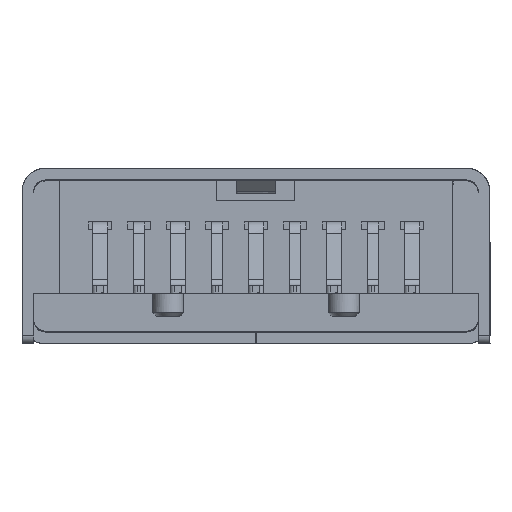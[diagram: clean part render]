
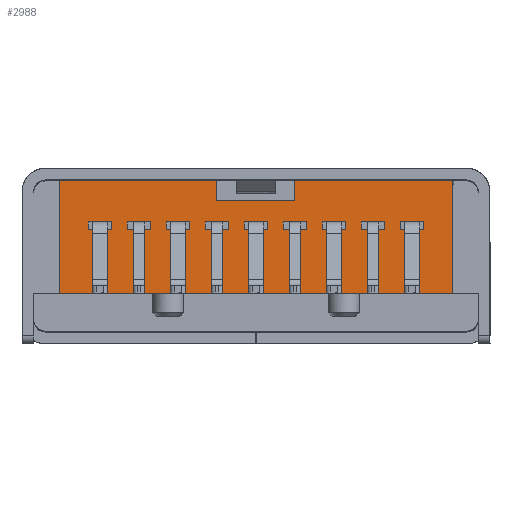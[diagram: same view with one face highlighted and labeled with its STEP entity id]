
A CAD part, front view. The second image highlights one B-rep face of the part: STEP entity #2988.
In plain terms, the highlighted planar face has unit normal (0, 1, 0).
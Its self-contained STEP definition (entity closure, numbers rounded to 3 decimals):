
#11=FACE_BOUND('',#4357,.T.);
#12=FACE_BOUND('',#4358,.T.);
#13=FACE_BOUND('',#4359,.T.);
#14=FACE_BOUND('',#4360,.T.);
#15=FACE_BOUND('',#4361,.T.);
#16=FACE_BOUND('',#4362,.T.);
#17=FACE_BOUND('',#4363,.T.);
#18=FACE_BOUND('',#4364,.T.);
#19=FACE_BOUND('',#4365,.T.);
#2988=ADVANCED_FACE('',(#3672,#11,#12,#13,#14,#15,#16,#17,#18,#19),#9422,
 .T.);
#3672=FACE_OUTER_BOUND('',#4356,.T.);
#4356=EDGE_LOOP('',(#5280));
#4357=EDGE_LOOP('',(#5281));
#4358=EDGE_LOOP('',(#5282));
#4359=EDGE_LOOP('',(#5283));
#4360=EDGE_LOOP('',(#5284));
#4361=EDGE_LOOP('',(#5285));
#4362=EDGE_LOOP('',(#5286));
#4363=EDGE_LOOP('',(#5287));
#4364=EDGE_LOOP('',(#5288));
#4365=EDGE_LOOP('',(#5289));
#5280=ORIENTED_EDGE('',*,*,#6467,.T.);
#5281=ORIENTED_EDGE('',*,*,#6468,.T.);
#5282=ORIENTED_EDGE('',*,*,#6469,.T.);
#5283=ORIENTED_EDGE('',*,*,#6470,.T.);
#5284=ORIENTED_EDGE('',*,*,#6471,.T.);
#5285=ORIENTED_EDGE('',*,*,#6472,.T.);
#5286=ORIENTED_EDGE('',*,*,#6473,.T.);
#5287=ORIENTED_EDGE('',*,*,#6474,.T.);
#5288=ORIENTED_EDGE('',*,*,#6475,.T.);
#5289=ORIENTED_EDGE('',*,*,#6476,.T.);
#6467=EDGE_CURVE('',#8495,#8495,#7513,.T.);
#6468=EDGE_CURVE('',#8496,#8496,#7514,.T.);
#6469=EDGE_CURVE('',#8497,#8497,#7515,.T.);
#6470=EDGE_CURVE('',#8498,#8498,#7516,.T.);
#6471=EDGE_CURVE('',#8499,#8499,#7517,.T.);
#6472=EDGE_CURVE('',#8500,#8500,#7518,.T.);
#6473=EDGE_CURVE('',#8501,#8501,#7519,.T.);
#6474=EDGE_CURVE('',#8502,#8502,#7520,.T.);
#6475=EDGE_CURVE('',#8503,#8503,#7521,.T.);
#6476=EDGE_CURVE('',#8504,#8504,#7522,.T.);
#7513=B_SPLINE_CURVE_WITH_KNOTS('',1,(#16038,#16039,#16040,#16041,#16042,
#16043,#16044,#16045,#16046),.UNSPECIFIED.,.T.,.F.,(2,1,1,1,1,1,1,1,2),
(0.,1.,2.,3.,4.,5.,6.,7.,8.),.UNSPECIFIED.);
#7514=B_SPLINE_CURVE_WITH_KNOTS('',1,(#16047,#16048,#16049,#16050,#16051),
 .UNSPECIFIED.,.T.,.F.,(2,1,1,1,2),(0.,1.,2.,3.,4.),.UNSPECIFIED.);
#7515=B_SPLINE_CURVE_WITH_KNOTS('',1,(#16052,#16053,#16054,#16055,#16056),
 .UNSPECIFIED.,.T.,.F.,(2,1,1,1,2),(0.,1.,2.,3.,4.),.UNSPECIFIED.);
#7516=B_SPLINE_CURVE_WITH_KNOTS('',1,(#16057,#16058,#16059,#16060,#16061),
 .UNSPECIFIED.,.T.,.F.,(2,1,1,1,2),(0.,1.,2.,3.,4.),.UNSPECIFIED.);
#7517=B_SPLINE_CURVE_WITH_KNOTS('',1,(#16062,#16063,#16064,#16065,#16066),
 .UNSPECIFIED.,.T.,.F.,(2,1,1,1,2),(0.,1.,2.,3.,4.),.UNSPECIFIED.);
#7518=B_SPLINE_CURVE_WITH_KNOTS('',1,(#16067,#16068,#16069,#16070,#16071),
 .UNSPECIFIED.,.T.,.F.,(2,1,1,1,2),(0.,1.,2.,3.,4.),.UNSPECIFIED.);
#7519=B_SPLINE_CURVE_WITH_KNOTS('',1,(#16072,#16073,#16074,#16075,#16076),
 .UNSPECIFIED.,.T.,.F.,(2,1,1,1,2),(0.,1.,2.,3.,4.),.UNSPECIFIED.);
#7520=B_SPLINE_CURVE_WITH_KNOTS('',1,(#16077,#16078,#16079,#16080,#16081),
 .UNSPECIFIED.,.T.,.F.,(2,1,1,1,2),(0.,1.,2.,3.,4.),.UNSPECIFIED.);
#7521=B_SPLINE_CURVE_WITH_KNOTS('',1,(#16082,#16083,#16084,#16085,#16086),
 .UNSPECIFIED.,.T.,.F.,(2,1,1,1,2),(0.,1.,2.,3.,4.),.UNSPECIFIED.);
#7522=B_SPLINE_CURVE_WITH_KNOTS('',1,(#16087,#16088,#16089,#16090,#16091),
 .UNSPECIFIED.,.T.,.F.,(2,1,1,1,2),(0.,1.,2.,3.,4.),.UNSPECIFIED.);
#8495=VERTEX_POINT('',#16028);
#8496=VERTEX_POINT('',#16029);
#8497=VERTEX_POINT('',#16030);
#8498=VERTEX_POINT('',#16031);
#8499=VERTEX_POINT('',#16032);
#8500=VERTEX_POINT('',#16033);
#8501=VERTEX_POINT('',#16034);
#8502=VERTEX_POINT('',#16035);
#8503=VERTEX_POINT('',#16036);
#8504=VERTEX_POINT('',#16037);
#9422=PLANE('',#9942);
#9942=AXIS2_PLACEMENT_3D('',#16027,#10445,$);
#10445=DIRECTION('',(0.,1.,0.));
#16027=CARTESIAN_POINT('',(-5.128,-8.54,1.558));
#16028=CARTESIAN_POINT('',(5.174,-8.54,1.5));
#16029=CARTESIAN_POINT('',(3.424,-8.54,0.25));
#16030=CARTESIAN_POINT('',(2.424,-8.54,0.25));
#16031=CARTESIAN_POINT('',(1.424,-8.54,0.25));
#16032=CARTESIAN_POINT('',(0.424,-8.54,0.25));
#16033=CARTESIAN_POINT('',(-0.576,-8.54,0.25));
#16034=CARTESIAN_POINT('',(-1.576,-8.54,0.25));
#16035=CARTESIAN_POINT('',(-2.576,-8.54,0.25));
#16036=CARTESIAN_POINT('',(-3.576,-8.54,0.25));
#16037=CARTESIAN_POINT('',(4.424,-8.54,0.25));
#16038=CARTESIAN_POINT('',(5.174,-8.54,1.5));
#16039=CARTESIAN_POINT('',(5.174,-8.54,-1.375));
#16040=CARTESIAN_POINT('',(-4.926,-8.54,-1.375));
#16041=CARTESIAN_POINT('',(-4.926,-8.54,1.5));
#16042=CARTESIAN_POINT('',(-0.876,-8.54,1.5));
#16043=CARTESIAN_POINT('',(-0.876,-8.54,1.));
#16044=CARTESIAN_POINT('',(1.124,-8.54,1.));
#16045=CARTESIAN_POINT('',(1.124,-8.54,1.5));
#16046=CARTESIAN_POINT('',(5.174,-8.54,1.5));
#16047=CARTESIAN_POINT('',(3.424,-8.54,0.25));
#16048=CARTESIAN_POINT('',(3.424,-8.54,0.45));
#16049=CARTESIAN_POINT('',(2.824,-8.54,0.45));
#16050=CARTESIAN_POINT('',(2.824,-8.54,0.25));
#16051=CARTESIAN_POINT('',(3.424,-8.54,0.25));
#16052=CARTESIAN_POINT('',(2.424,-8.54,0.25));
#16053=CARTESIAN_POINT('',(2.424,-8.54,0.45));
#16054=CARTESIAN_POINT('',(1.824,-8.54,0.45));
#16055=CARTESIAN_POINT('',(1.824,-8.54,0.25));
#16056=CARTESIAN_POINT('',(2.424,-8.54,0.25));
#16057=CARTESIAN_POINT('',(1.424,-8.54,0.25));
#16058=CARTESIAN_POINT('',(1.424,-8.54,0.45));
#16059=CARTESIAN_POINT('',(0.824,-8.54,0.45));
#16060=CARTESIAN_POINT('',(0.824,-8.54,0.25));
#16061=CARTESIAN_POINT('',(1.424,-8.54,0.25));
#16062=CARTESIAN_POINT('',(0.424,-8.54,0.25));
#16063=CARTESIAN_POINT('',(0.424,-8.54,0.45));
#16064=CARTESIAN_POINT('',(-0.176,-8.54,0.45));
#16065=CARTESIAN_POINT('',(-0.176,-8.54,0.25));
#16066=CARTESIAN_POINT('',(0.424,-8.54,0.25));
#16067=CARTESIAN_POINT('',(-0.576,-8.54,0.25));
#16068=CARTESIAN_POINT('',(-0.576,-8.54,0.45));
#16069=CARTESIAN_POINT('',(-1.176,-8.54,0.45));
#16070=CARTESIAN_POINT('',(-1.176,-8.54,0.25));
#16071=CARTESIAN_POINT('',(-0.576,-8.54,0.25));
#16072=CARTESIAN_POINT('',(-1.576,-8.54,0.25));
#16073=CARTESIAN_POINT('',(-1.576,-8.54,0.45));
#16074=CARTESIAN_POINT('',(-2.176,-8.54,0.45));
#16075=CARTESIAN_POINT('',(-2.176,-8.54,0.25));
#16076=CARTESIAN_POINT('',(-1.576,-8.54,0.25));
#16077=CARTESIAN_POINT('',(-2.576,-8.54,0.25));
#16078=CARTESIAN_POINT('',(-2.576,-8.54,0.45));
#16079=CARTESIAN_POINT('',(-3.176,-8.54,0.45));
#16080=CARTESIAN_POINT('',(-3.176,-8.54,0.25));
#16081=CARTESIAN_POINT('',(-2.576,-8.54,0.25));
#16082=CARTESIAN_POINT('',(-3.576,-8.54,0.25));
#16083=CARTESIAN_POINT('',(-3.576,-8.54,0.45));
#16084=CARTESIAN_POINT('',(-4.176,-8.54,0.45));
#16085=CARTESIAN_POINT('',(-4.176,-8.54,0.25));
#16086=CARTESIAN_POINT('',(-3.576,-8.54,0.25));
#16087=CARTESIAN_POINT('',(4.424,-8.54,0.25));
#16088=CARTESIAN_POINT('',(4.424,-8.54,0.45));
#16089=CARTESIAN_POINT('',(3.824,-8.54,0.45));
#16090=CARTESIAN_POINT('',(3.824,-8.54,0.25));
#16091=CARTESIAN_POINT('',(4.424,-8.54,0.25));
